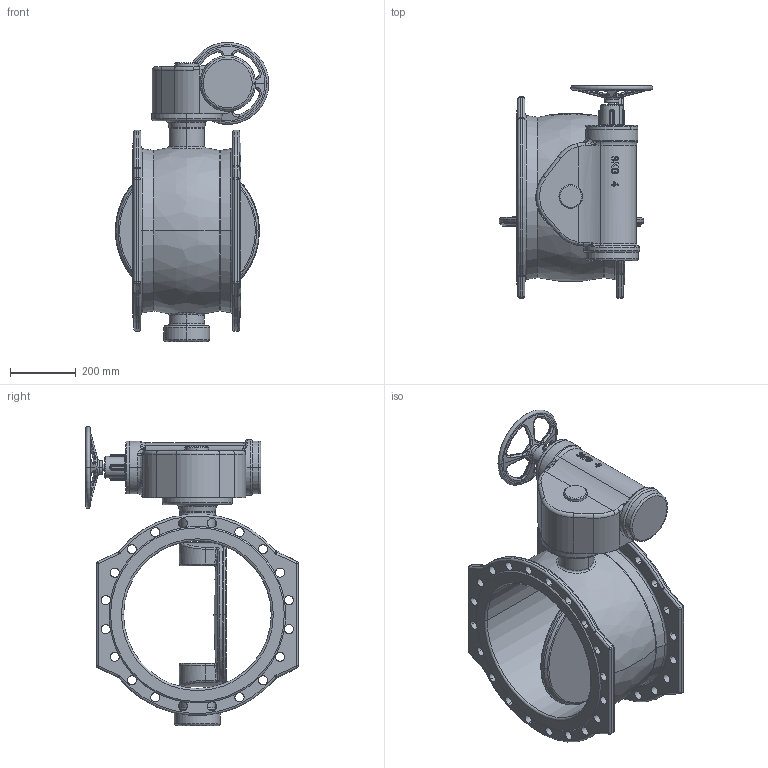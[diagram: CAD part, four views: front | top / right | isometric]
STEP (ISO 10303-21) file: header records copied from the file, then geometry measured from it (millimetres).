
FILE_DESCRIPTION((''),'2;1');
FILE_NAME('0D231348_ASM','2014-12-03T',('aspaegele'),(''),'PRO/ENGINEER BY PARAMETRIC TECHNOLOGY CORPORATION, 2010040','PRO/ENGINEER BY PARAMETRIC TECHNOLOGY CORPORATION, 2010040','');
FILE_SCHEMA(('AUTOMOTIVE_DESIGN_CC2 { 1 2 10303 214 -1 1 5 2 }'));
Length unit declared in the file: millimetre
Products named in the file (6): F0D231344; M0D231344; NET_SKG_4; NET_LAGERNABE_SKG_2_4; 250_22_NABENLOCH; 0D231348_ASM
Assembly tree (5 placements, depth 2):
  0D231348_ASM
    F0D231344
    M0D231344
    NET_SKG_4
    NET_LAGERNABE_SKG_2_4
    250_22_NABENLOCH
Bounding box: 468 x 647.9 x 911.9 mm (x, y, z)
Volume: 40976701.4 mm3; surface area: 2568962.3 mm2
Topology: 5 solids, 5 shells, 1113 faces, 2908 edges, 1800 vertices
Faces by surface type: plane 589, cylinder 246, torus 131, bspline 95, sphere 34, cone 18
Entity records: 50459 total; most frequent: CARTESIAN_POINT 13698, ORIENTED_EDGE 5812, DIRECTION 5492, EDGE_CURVE 2906, PRESENTATION_STYLE_ASSIGNMENT 2889, STYLED_ITEM 2849, CURVE_STYLE 2800, AXIS2_PLACEMENT_3D 2091
